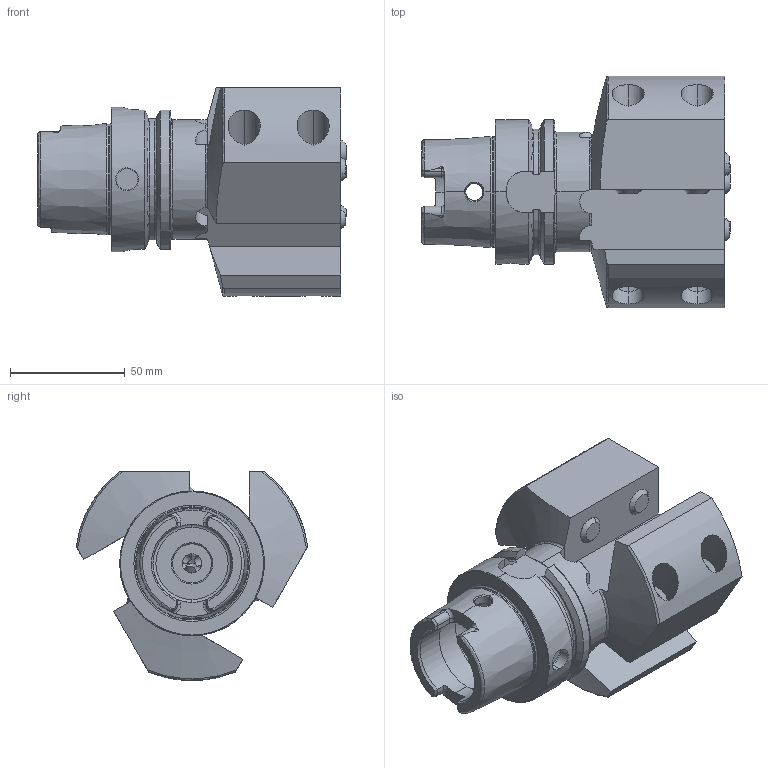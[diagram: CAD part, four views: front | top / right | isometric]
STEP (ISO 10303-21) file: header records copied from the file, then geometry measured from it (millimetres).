
FILE_DESCRIPTION (( 'STEP AP203' ), '1' );
FILE_NAME ('HA6-V25.L31.100.STEP', '2016-10-07T06:17:54', ( 'SWIAdmin' ), ( 'Hewlett-Packard Company' ), 'SwSTEP 2.0', 'SolidWorks 2015', '' );
FILE_SCHEMA (( 'CONFIG_CONTROL_DESIGN' ));
Length unit declared in the file: millimetre
Products named in the file (6): KU1-U14.001.012; ISO 4026 - M12 x 25; HA6-V25.L31.100; HA6-V25.L31.100_A; KU1-U14.001.012_1; KU1-U14.001.012_2
Assembly tree (12 placements, depth 3):
  HA6-V25.L31.100
    HA6-V25.L31.100_A
    KU1-U14.001.012  x3
      KU1-U14.001.012_1
      KU1-U14.001.012_2
    ISO 4026 - M12 x 25  x6
Bounding box: 134.3 x 100.92 x 91 mm (x, y, z)
Volume: 362638 mm3; surface area: 79229.7 mm2
Topology: 13 solids, 13 shells, 398 faces, 1013 edges, 630 vertices
Faces by surface type: plane 127, cylinder 122, cone 96, torus 37, sphere 12, bspline 4
Entity records: 11701 total; most frequent: CARTESIAN_POINT 3950, ORIENTED_EDGE 1486, DIRECTION 1436, EDGE_CURVE 743, AXIS2_PLACEMENT_3D 579, VERTEX_POINT 464, EDGE_LOOP 317, FACE_OUTER_BOUND 289
